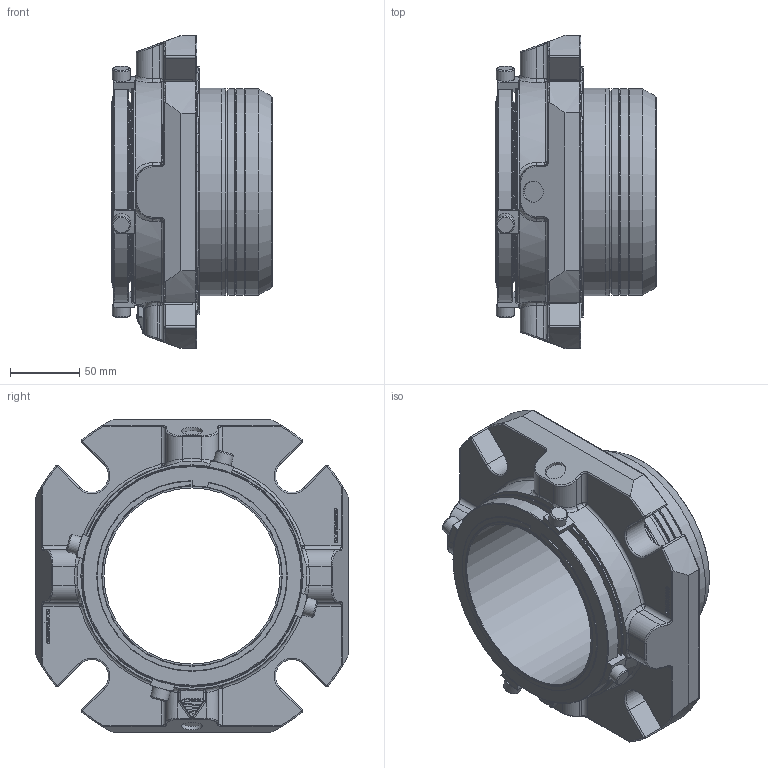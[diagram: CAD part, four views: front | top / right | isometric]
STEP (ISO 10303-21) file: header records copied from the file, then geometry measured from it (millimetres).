
FILE_DESCRIPTION(/* description */ ('Unknown'),/* implementation_level */ '2;1');
FILE_NAME(/* name */ '5.000',/* time_stamp */ '2023-01-31T13:36:55+00:00',/* author */ ('Unknown'),/* organization */ ('Unknown'),/* preprocessor_version */ 'ST-DEVELOPER v16.7',/* originating_system */ 'Solid Edge',/* authorisation */ 'Unknown');
FILE_SCHEMA (('AUTOMOTIVE_DESIGN {1 0 10303 214 3 1 1}'));
Length unit declared in the file: millimetre
Products named in the file (1): 5.000
Bounding box: 115.93 x 225.65 x 225.65 mm (x, y, z)
Volume: 1296870.6 mm3; surface area: 211716.5 mm2
Topology: 1 solids, 1 shells, 1000 faces, 2654 edges, 1644 vertices
Faces by surface type: cylinder 322, plane 276, bspline 231, torus 108, cone 37, sphere 26
Full cylindrical faces by diameter (mm): 2.194 x1, 13 x4, 15.342 x2, 127 x1, 128.575 x1, 129.438 x1, 130.15 x1, 130.988 x1, 145.542 x2, 147.879 x1, 148.844 x2, 149.25 x1, 150.012 x1, 158.75 x1, 160.274 x1, 169.977 x1, 171.45 x1, 175.412 x1, 175.565 x1, 175.92 x1, 176 x1, 176.581 x1, 176.835 x1
Entity records: 35460 total; most frequent: CARTESIAN_POINT 12508, ORIENTED_EDGE 5064, DIRECTION 4326, EDGE_CURVE 2532, AXIS2_PLACEMENT_3D 1627, VERTEX_POINT 1614, EDGE_LOOP 1116, FACE_BOUND 1116
